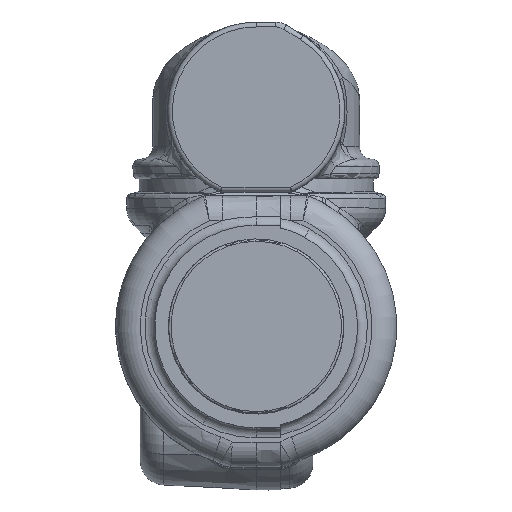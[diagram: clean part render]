
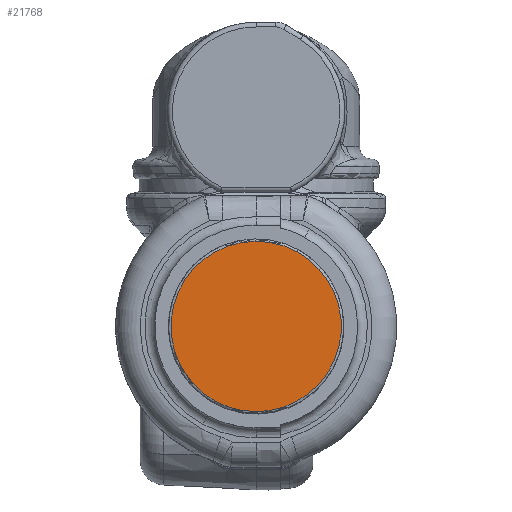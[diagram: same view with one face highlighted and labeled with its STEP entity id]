
A CAD part, top view. The second image highlights one B-rep face of the part: STEP entity #21768.
In plain terms, the highlighted planar face has unit normal (0, 0, 1).
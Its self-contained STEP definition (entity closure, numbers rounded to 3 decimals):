
#21194=CARTESIAN_POINT('Axis2P3D Location',(0.,0.,82.)) ;
#21198=CARTESIAN_POINT('Vertex',(0.,34.537,82.)) ;
#21200=CARTESIAN_POINT('Vertex',(16.558,30.309,82.)) ;
#21212=CARTESIAN_POINT('Vertex',(-16.558,-30.309,82.)) ;
#21215=CARTESIAN_POINT('Axis2P3D Location',(0.,0.,82.)) ;
#21234=CARTESIAN_POINT('Axis2P3D Location',(0.,0.,82.)) ;
#21238=CARTESIAN_POINT('Vertex',(0.,-34.537,82.)) ;
#21241=CARTESIAN_POINT('Axis2P3D Location',(0.,0.,82.)) ;
#21757=CARTESIAN_POINT('Axis2P3D Location',(0.,-35.75,82.)) ;
#21195=DIRECTION('Axis2P3D Direction',(0.,-0.,-1.)) ;
#21216=DIRECTION('Axis2P3D Direction',(0.,-0.,-1.)) ;
#21235=DIRECTION('Axis2P3D Direction',(-0.,0.,-1.)) ;
#21242=DIRECTION('Axis2P3D Direction',(-0.,0.,-1.)) ;
#21758=DIRECTION('Axis2P3D Direction',(0.,0.,-1.)) ;
#21759=DIRECTION('Axis2P3D XDirection',(1.,0.,0.)) ;
#21196=AXIS2_PLACEMENT_3D('Circle Axis2P3D',#21194,#21195,$) ;
#21217=AXIS2_PLACEMENT_3D('Circle Axis2P3D',#21215,#21216,$) ;
#21236=AXIS2_PLACEMENT_3D('Circle Axis2P3D',#21234,#21235,$) ;
#21243=AXIS2_PLACEMENT_3D('Circle Axis2P3D',#21241,#21242,$) ;
#21760=AXIS2_PLACEMENT_3D('Plane Axis2P3D',#21757,#21758,#21759) ;
#21197=CIRCLE('generated circle',#21196,34.537) ;
#21218=CIRCLE('generated circle',#21217,34.537) ;
#21237=CIRCLE('generated circle',#21236,34.537) ;
#21244=CIRCLE('generated circle',#21243,34.537) ;
#21761=PLANE('',#21760) ;
#21202=EDGE_CURVE('',#21199,#21201,#21197,.T.) ;
#21219=EDGE_CURVE('',#21213,#21199,#21218,.T.) ;
#21240=EDGE_CURVE('',#21201,#21239,#21237,.T.) ;
#21245=EDGE_CURVE('',#21239,#21213,#21244,.T.) ;
#21763=ORIENTED_EDGE('',*,*,#21219,.F.) ;
#21764=ORIENTED_EDGE('',*,*,#21245,.F.) ;
#21765=ORIENTED_EDGE('',*,*,#21240,.F.) ;
#21766=ORIENTED_EDGE('',*,*,#21202,.F.) ;
#21762=EDGE_LOOP('',(#21763,#21764,#21765,#21766)) ;
#21199=VERTEX_POINT('',#21198) ;
#21201=VERTEX_POINT('',#21200) ;
#21213=VERTEX_POINT('',#21212) ;
#21239=VERTEX_POINT('',#21238) ;
#21768=ADVANCED_FACE('PartBody',(#21767),#21761,.F.) ;
#21767=FACE_OUTER_BOUND('',#21762,.T.) ;
